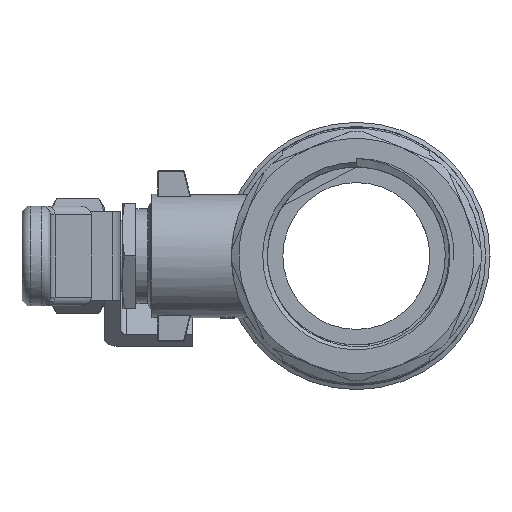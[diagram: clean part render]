
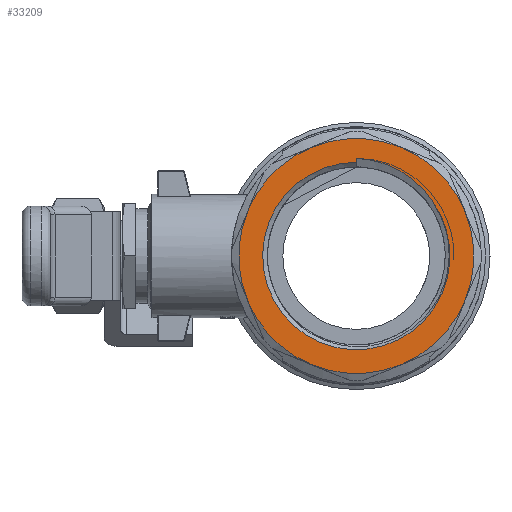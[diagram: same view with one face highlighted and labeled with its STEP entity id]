
A CAD part, left-side view. The second image highlights one B-rep face of the part: STEP entity #33209.
In plain terms, the highlighted planar face has unit normal (-1, 0, 0).
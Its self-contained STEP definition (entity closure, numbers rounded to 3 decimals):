
#1033=B_SPLINE_CURVE_WITH_KNOTS('',3,(#68481,#68482,#68483,#68484,#68485),
 .UNSPECIFIED.,.F.,.F.,(4,1,4),(0.,0.5,1.),.UNSPECIFIED.);
#4479=LINE('',#67177,#7993);
#7993=VECTOR('',#56528,1000.);
#17294=ORIENTED_EDGE('',*,*,#22148,.F.);
#17295=ORIENTED_EDGE('',*,*,#22251,.T.);
#17296=ORIENTED_EDGE('',*,*,#22307,.T.);
#17297=ORIENTED_EDGE('',*,*,#22267,.F.);
#17298=ORIENTED_EDGE('',*,*,#22259,.F.);
#17299=ORIENTED_EDGE('',*,*,#22257,.F.);
#17300=ORIENTED_EDGE('',*,*,#22238,.F.);
#17301=ORIENTED_EDGE('',*,*,#22298,.F.);
#17302=ORIENTED_EDGE('',*,*,#22294,.F.);
#17303=ORIENTED_EDGE('',*,*,#22287,.F.);
#17304=ORIENTED_EDGE('',*,*,#22282,.F.);
#22148=EDGE_CURVE('',#29385,#29386,#4479,.T.);
#22238=EDGE_CURVE('',#29454,#29456,#22740,.T.);
#22251=EDGE_CURVE('',#29385,#29464,#1033,.T.);
#22257=EDGE_CURVE('',#29456,#29467,#22748,.T.);
#22259=EDGE_CURVE('',#29467,#29452,#22749,.T.);
#22267=EDGE_CURVE('',#29452,#29470,#22755,.T.);
#22282=EDGE_CURVE('',#29470,#29476,#22764,.T.);
#22287=EDGE_CURVE('',#29476,#27445,#22765,.T.);
#22294=EDGE_CURVE('',#27445,#29407,#22768,.T.);
#22298=EDGE_CURVE('',#29407,#29454,#22770,.T.);
#22307=EDGE_CURVE('',#29464,#29386,#22775,.T.);
#22740=CIRCLE('',#47689,20.);
#22748=CIRCLE('',#47703,20.);
#22749=CIRCLE('',#47705,20.);
#22755=CIRCLE('',#47715,20.);
#22764=CIRCLE('',#47728,20.);
#22765=CIRCLE('',#47732,20.);
#22768=CIRCLE('',#47739,20.);
#22770=CIRCLE('',#47745,20.);
#22775=CIRCLE('',#47759,15.946);
#24646=EDGE_LOOP('',(#17294,#17295,#17296));
#24647=EDGE_LOOP('',(#17297,#17298,#17299,#17300,#17301,#17302,#17303,#17304));
#26274=PLANE('',#47767);
#27445=VERTEX_POINT('',#61216);
#29385=VERTEX_POINT('',#67178);
#29386=VERTEX_POINT('',#67179);
#29407=VERTEX_POINT('',#67814);
#29452=VERTEX_POINT('',#68067);
#29454=VERTEX_POINT('',#68097);
#29456=VERTEX_POINT('',#68100);
#29464=VERTEX_POINT('',#68480);
#29467=VERTEX_POINT('',#68506);
#29470=VERTEX_POINT('',#68550);
#29476=VERTEX_POINT('',#68599);
#31430=FACE_BOUND('',#24646,.T.);
#31431=FACE_BOUND('',#24647,.T.);
#33209=ADVANCED_FACE('',(#31430,#31431),#26274,.F.);
#47689=AXIS2_PLACEMENT_3D('',#68099,#56674,#56675);
#47703=AXIS2_PLACEMENT_3D('',#68520,#56705,#56706);
#47705=AXIS2_PLACEMENT_3D('',#68536,#56709,#56710);
#47715=AXIS2_PLACEMENT_3D('',#68549,#56731,#56732);
#47728=AXIS2_PLACEMENT_3D('',#68598,#56761,#56762);
#47732=AXIS2_PLACEMENT_3D('',#68650,#56769,#56770);
#47739=AXIS2_PLACEMENT_3D('',#68670,#56786,#56787);
#47745=AXIS2_PLACEMENT_3D('',#68702,#56798,#56799);
#47759=AXIS2_PLACEMENT_3D('',#68758,#56826,#56827);
#47767=AXIS2_PLACEMENT_3D('',#68770,#56842,#56843);
#56528=DIRECTION('',(0.,0.,-1.));
#56674=DIRECTION('',(1.,0.,0.));
#56675=DIRECTION('',(0.,-0.924,-0.383));
#56705=DIRECTION('',(1.,0.,0.));
#56706=DIRECTION('',(0.,-0.924,-0.383));
#56709=DIRECTION('',(1.,0.,0.));
#56710=DIRECTION('',(0.,-0.924,-0.383));
#56731=DIRECTION('',(1.,0.,0.));
#56732=DIRECTION('',(0.,-0.924,-0.383));
#56761=DIRECTION('',(1.,0.,0.));
#56762=DIRECTION('',(0.,-0.924,-0.383));
#56769=DIRECTION('',(1.,0.,0.));
#56770=DIRECTION('',(0.,-0.924,-0.383));
#56786=DIRECTION('',(1.,0.,0.));
#56787=DIRECTION('',(0.,-0.924,-0.383));
#56798=DIRECTION('',(1.,0.,0.));
#56799=DIRECTION('',(0.,-0.924,-0.383));
#56826=DIRECTION('',(1.,0.,0.));
#56827=DIRECTION('',(0.,0.,1.));
#56842=DIRECTION('',(1.,0.,0.));
#56843=DIRECTION('',(0.,0.,1.));
#61216=CARTESIAN_POINT('',(-42.,-7.654,18.478));
#67177=CARTESIAN_POINT('',(-42.,0.,0.));
#67178=CARTESIAN_POINT('',(-42.,0.,16.625));
#67179=CARTESIAN_POINT('',(-42.,0.,15.946));
#67814=CARTESIAN_POINT('',(-42.,-18.478,7.654));
#68067=CARTESIAN_POINT('',(-42.,18.478,-7.654));
#68097=CARTESIAN_POINT('',(-42.,-18.478,-7.654));
#68099=CARTESIAN_POINT('',(-42.,0.,0.));
#68100=CARTESIAN_POINT('',(-42.,-7.654,-18.478));
#68480=CARTESIAN_POINT('',(-42.,-13.02,9.205));
#68481=CARTESIAN_POINT('',(-42.,0.,16.625));
#68482=CARTESIAN_POINT('',(-42.,-2.616,16.524));
#68483=CARTESIAN_POINT('',(-42.,-7.727,15.051));
#68484=CARTESIAN_POINT('',(-42.,-11.606,11.396));
#68485=CARTESIAN_POINT('',(-42.,-13.02,9.205));
#68506=CARTESIAN_POINT('',(-42.,7.654,-18.478));
#68520=CARTESIAN_POINT('',(-42.,0.,0.));
#68536=CARTESIAN_POINT('',(-42.,0.,0.));
#68549=CARTESIAN_POINT('',(-42.,0.,0.));
#68550=CARTESIAN_POINT('',(-42.,18.478,7.654));
#68598=CARTESIAN_POINT('',(-42.,0.,0.));
#68599=CARTESIAN_POINT('',(-42.,7.654,18.478));
#68650=CARTESIAN_POINT('',(-42.,0.,0.));
#68670=CARTESIAN_POINT('',(-42.,0.,0.));
#68702=CARTESIAN_POINT('',(-42.,0.,0.));
#68758=CARTESIAN_POINT('',(-42.,0.,0.));
#68770=CARTESIAN_POINT('',(-42.,0.,0.));
